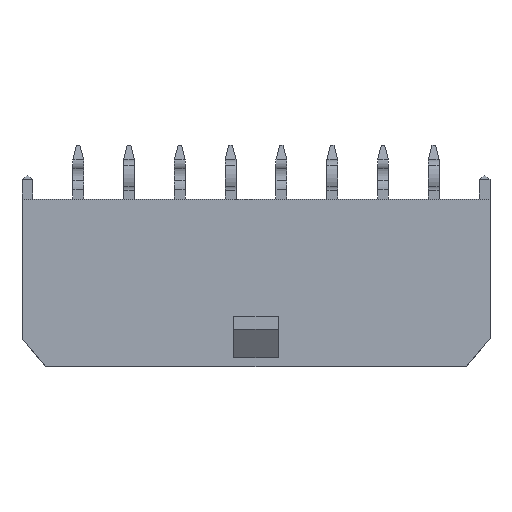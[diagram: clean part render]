
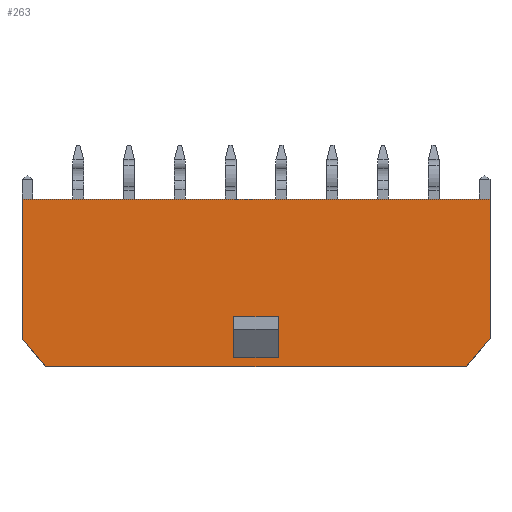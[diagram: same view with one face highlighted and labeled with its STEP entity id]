
A CAD part, top view. The second image highlights one B-rep face of the part: STEP entity #263.
In plain terms, the highlighted planar face has unit normal (0, 0, 1).
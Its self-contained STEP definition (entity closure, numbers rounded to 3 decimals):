
#111=FACE_BOUND('',#1110,.T.);
#112=FACE_BOUND('',#1111,.T.);
#263=ADVANCED_FACE('',(#111,#112),#558,.T.);
#558=PLANE('',#5321);
#1110=EDGE_LOOP('',(#1763,#1764,#1765,#1766,#1767,#1768));
#1111=EDGE_LOOP('',(#1769,#1770,#1771,#1772));
#1763=ORIENTED_EDGE('',*,*,#3565,.F.);
#1764=ORIENTED_EDGE('',*,*,#3530,.F.);
#1765=ORIENTED_EDGE('',*,*,#3393,.T.);
#1766=ORIENTED_EDGE('',*,*,#3609,.T.);
#1767=ORIENTED_EDGE('',*,*,#3562,.F.);
#1768=ORIENTED_EDGE('',*,*,#3604,.F.);
#1769=ORIENTED_EDGE('',*,*,#3610,.T.);
#1770=ORIENTED_EDGE('',*,*,#3611,.T.);
#1771=ORIENTED_EDGE('',*,*,#3612,.F.);
#1772=ORIENTED_EDGE('',*,*,#3613,.F.);
#2939=VERTEX_POINT('',#7301);
#2940=VERTEX_POINT('',#7303);
#3064=VERTEX_POINT('',#7584);
#3090=VERTEX_POINT('',#7642);
#3093=VERTEX_POINT('',#7647);
#3094=VERTEX_POINT('',#7651);
#3136=VERTEX_POINT('',#7742);
#3137=VERTEX_POINT('',#7743);
#3138=VERTEX_POINT('',#7745);
#3139=VERTEX_POINT('',#7747);
#3393=EDGE_CURVE('',#2940,#2939,#4045,.T.);
#3530=EDGE_CURVE('',#2940,#3064,#4146,.T.);
#3562=EDGE_CURVE('',#3093,#3090,#4178,.T.);
#3565=EDGE_CURVE('',#3064,#3094,#4181,.T.);
#3604=EDGE_CURVE('',#3094,#3093,#4220,.T.);
#3609=EDGE_CURVE('',#2939,#3090,#4225,.T.);
#3610=EDGE_CURVE('',#3136,#3137,#4226,.T.);
#3611=EDGE_CURVE('',#3137,#3138,#4227,.T.);
#3612=EDGE_CURVE('',#3139,#3138,#4228,.T.);
#3613=EDGE_CURVE('',#3136,#3139,#4229,.T.);
#4045=LINE('',#7302,#4661);
#4146=LINE('',#7583,#4762);
#4178=LINE('',#7648,#4794);
#4181=LINE('',#7654,#4797);
#4220=LINE('',#7732,#4836);
#4225=LINE('',#7740,#4841);
#4226=LINE('',#7741,#4842);
#4227=LINE('',#7744,#4843);
#4228=LINE('',#7746,#4844);
#4229=LINE('',#7748,#4845);
#4661=VECTOR('',#5831,1.);
#4762=VECTOR('',#6044,1.);
#4794=VECTOR('',#6082,1.);
#4797=VECTOR('',#6087,1.);
#4836=VECTOR('',#6128,1.);
#4841=VECTOR('',#6135,1.);
#4842=VECTOR('',#6136,1.);
#4843=VECTOR('',#6137,1.);
#4844=VECTOR('',#6138,1.);
#4845=VECTOR('',#6139,1.);
#5321=AXIS2_PLACEMENT_3D('',#7749,#6140,#6141);
#5831=DIRECTION('',(-1.,0.,0.));
#6044=DIRECTION('',(0.,-1.,0.));
#6082=DIRECTION('',(-0.643,0.766,0.));
#6087=DIRECTION('',(-0.643,-0.766,0.));
#6128=DIRECTION('',(-1.,0.,0.));
#6135=DIRECTION('',(0.,-1.,0.));
#6136=DIRECTION('',(-1.,0.,0.));
#6137=DIRECTION('',(0.,1.,0.));
#6138=DIRECTION('',(-1.,0.,0.));
#6139=DIRECTION('',(0.,1.,0.));
#6140=DIRECTION('',(0.,0.,1.));
#6141=DIRECTION('',(1.,0.,0.));
#7301=CARTESIAN_POINT('',(-13.82,9.9,3.86));
#7302=CARTESIAN_POINT('',(13.82,9.9,3.86));
#7303=CARTESIAN_POINT('',(13.82,9.9,3.86));
#7583=CARTESIAN_POINT('',(13.82,9.9,3.86));
#7584=CARTESIAN_POINT('',(13.82,1.668,3.86));
#7642=CARTESIAN_POINT('',(-13.82,1.668,3.86));
#7647=CARTESIAN_POINT('',(-12.42,0.,3.86));
#7648=CARTESIAN_POINT('',(-12.42,0.,3.86));
#7651=CARTESIAN_POINT('',(12.42,0.,3.86));
#7654=CARTESIAN_POINT('',(13.82,1.668,3.86));
#7732=CARTESIAN_POINT('',(13.82,0.,3.86));
#7740=CARTESIAN_POINT('',(-13.82,9.9,3.86));
#7741=CARTESIAN_POINT('',(1.3,0.54,3.86));
#7742=CARTESIAN_POINT('',(1.3,0.54,3.86));
#7743=CARTESIAN_POINT('',(-1.3,0.54,3.86));
#7744=CARTESIAN_POINT('',(-1.3,0.54,3.86));
#7745=CARTESIAN_POINT('',(-1.3,2.95,3.86));
#7746=CARTESIAN_POINT('',(1.3,2.95,3.86));
#7747=CARTESIAN_POINT('',(1.3,2.95,3.86));
#7748=CARTESIAN_POINT('',(1.3,0.54,3.86));
#7749=CARTESIAN_POINT('',(13.82,9.9,3.86));
